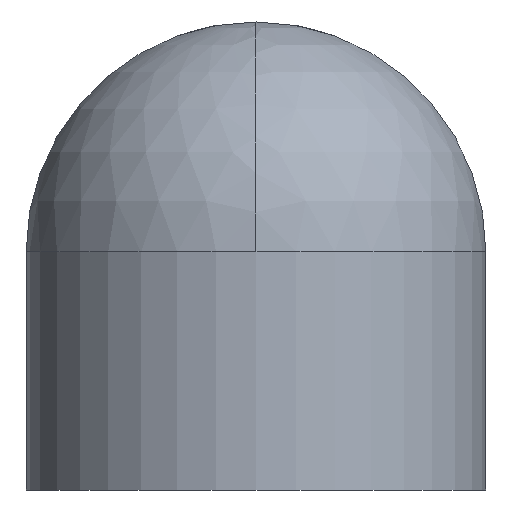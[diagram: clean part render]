
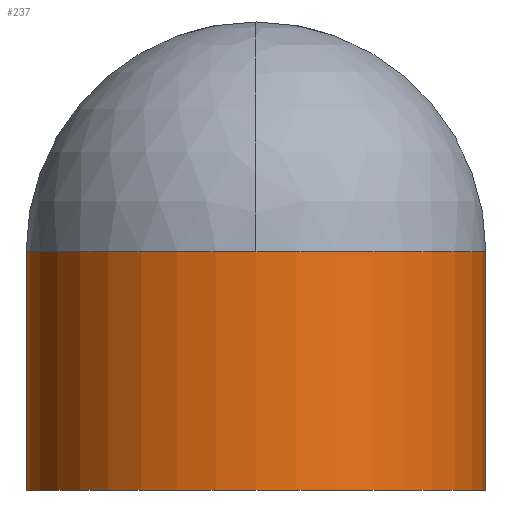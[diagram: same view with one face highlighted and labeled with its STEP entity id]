
A CAD part, left-side view. The second image highlights one B-rep face of the part: STEP entity #237.
In plain terms, the highlighted cylindrical face has radius 28 mm (diameter 56 mm), a full revolution.
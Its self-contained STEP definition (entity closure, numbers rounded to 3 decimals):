
#47 = EDGE_CURVE('',#48,#50,#52,.T.);
#48 = VERTEX_POINT('',#49);
#49 = CARTESIAN_POINT('',(28.,28.,0.));
#50 = VERTEX_POINT('',#51);
#51 = CARTESIAN_POINT('',(0.,0.,28.));
#52 = SURFACE_CURVE('',#53,(#58,#76),.PCURVE_S1.);
#53 = ELLIPSE('',#54,39.598,28.);
#54 = AXIS2_PLACEMENT_3D('',#55,#56,#57);
#55 = CARTESIAN_POINT('',(28.,0.,0.));
#56 = DIRECTION('',(0.707,-0.,0.707));
#57 = DIRECTION('',(0.707,0.,-0.707));
#58 = PCURVE('',#59,#64);
#59 = CYLINDRICAL_SURFACE('',#60,28.);
#60 = AXIS2_PLACEMENT_3D('',#61,#62,#63);
#61 = CARTESIAN_POINT('',(28.,0.,0.));
#62 = DIRECTION('',(1.,-0.,-0.));
#63 = DIRECTION('',(0.,0.,1.));
#64 = DEFINITIONAL_REPRESENTATION('',(#65),#75);
#65 = B_SPLINE_CURVE_WITH_KNOTS('',8,(#66,#67,#68,#69,#70,#71,#72,#73,
    #74),.UNSPECIFIED.,.F.,.F.,(9,9),(1.571,3.142),
  .PIECEWISE_BEZIER_KNOTS.);
#66 = CARTESIAN_POINT('',(-1.571,0.));
#67 = CARTESIAN_POINT('',(-1.374,-5.498));
#68 = CARTESIAN_POINT('',(-1.178,-10.996));
#69 = CARTESIAN_POINT('',(-0.982,-16.17));
#70 = CARTESIAN_POINT('',(-0.785,-20.699));
#71 = CARTESIAN_POINT('',(-0.589,-24.299));
#72 = CARTESIAN_POINT('',(-0.393,-26.766));
#73 = CARTESIAN_POINT('',(-0.196,-28.));
#74 = CARTESIAN_POINT('',(0.,-28.));
#75 = ( GEOMETRIC_REPRESENTATION_CONTEXT(2) 
PARAMETRIC_REPRESENTATION_CONTEXT() REPRESENTATION_CONTEXT('2D SPACE',''
  ) );
#76 = PCURVE('',#77,#82);
#77 = CYLINDRICAL_SURFACE('',#78,28.);
#78 = AXIS2_PLACEMENT_3D('',#79,#80,#81);
#79 = CARTESIAN_POINT('',(28.,0.,0.));
#80 = DIRECTION('',(-0.,-0.,-1.));
#81 = DIRECTION('',(1.,0.,0.));
#82 = DEFINITIONAL_REPRESENTATION('',(#83),#93);
#83 = B_SPLINE_CURVE_WITH_KNOTS('',8,(#84,#85,#86,#87,#88,#89,#90,#91,
    #92),.UNSPECIFIED.,.F.,.F.,(9,9),(1.571,3.142),
  .PIECEWISE_BEZIER_KNOTS.);
#84 = CARTESIAN_POINT('',(-1.571,0.));
#85 = CARTESIAN_POINT('',(-1.767,-5.498));
#86 = CARTESIAN_POINT('',(-1.963,-10.996));
#87 = CARTESIAN_POINT('',(-2.16,-16.17));
#88 = CARTESIAN_POINT('',(-2.356,-20.699));
#89 = CARTESIAN_POINT('',(-2.553,-24.299));
#90 = CARTESIAN_POINT('',(-2.749,-26.766));
#91 = CARTESIAN_POINT('',(-2.945,-28.));
#92 = CARTESIAN_POINT('',(-3.142,-28.));
#93 = ( GEOMETRIC_REPRESENTATION_CONTEXT(2) 
PARAMETRIC_REPRESENTATION_CONTEXT() REPRESENTATION_CONTEXT('2D SPACE',''
  ) );
#146 = EDGE_CURVE('',#50,#147,#149,.T.);
#147 = VERTEX_POINT('',#148);
#148 = CARTESIAN_POINT('',(28.,-28.,0.));
#149 = SURFACE_CURVE('',#150,(#155,#168),.PCURVE_S1.);
#150 = ELLIPSE('',#151,39.598,28.);
#151 = AXIS2_PLACEMENT_3D('',#152,#153,#154);
#152 = CARTESIAN_POINT('',(28.,0.,0.));
#153 = DIRECTION('',(0.707,-0.,0.707));
#154 = DIRECTION('',(0.707,0.,-0.707));
#155 = PCURVE('',#59,#156);
#156 = DEFINITIONAL_REPRESENTATION('',(#157),#167);
#157 = B_SPLINE_CURVE_WITH_KNOTS('',8,(#158,#159,#160,#161,#162,#163,
    #164,#165,#166),.UNSPECIFIED.,.F.,.F.,(9,9),(3.142,
    4.712),.PIECEWISE_BEZIER_KNOTS.);
#158 = CARTESIAN_POINT('',(-6.283,-28.));
#159 = CARTESIAN_POINT('',(-6.087,-28.));
#160 = CARTESIAN_POINT('',(-5.89,-26.766));
#161 = CARTESIAN_POINT('',(-5.694,-24.299));
#162 = CARTESIAN_POINT('',(-5.498,-20.699));
#163 = CARTESIAN_POINT('',(-5.301,-16.17));
#164 = CARTESIAN_POINT('',(-5.105,-10.996));
#165 = CARTESIAN_POINT('',(-4.909,-5.498));
#166 = CARTESIAN_POINT('',(-4.712,0.));
#167 = ( GEOMETRIC_REPRESENTATION_CONTEXT(2) 
PARAMETRIC_REPRESENTATION_CONTEXT() REPRESENTATION_CONTEXT('2D SPACE',''
  ) );
#168 = PCURVE('',#77,#169);
#169 = DEFINITIONAL_REPRESENTATION('',(#170),#180);
#170 = B_SPLINE_CURVE_WITH_KNOTS('',8,(#171,#172,#173,#174,#175,#176,
    #177,#178,#179),.UNSPECIFIED.,.F.,.F.,(9,9),(3.142,
    4.712),.PIECEWISE_BEZIER_KNOTS.);
#171 = CARTESIAN_POINT('',(-3.142,-28.));
#172 = CARTESIAN_POINT('',(-3.338,-28.));
#173 = CARTESIAN_POINT('',(-3.534,-26.766));
#174 = CARTESIAN_POINT('',(-3.731,-24.299));
#175 = CARTESIAN_POINT('',(-3.927,-20.699));
#176 = CARTESIAN_POINT('',(-4.123,-16.17));
#177 = CARTESIAN_POINT('',(-4.32,-10.996));
#178 = CARTESIAN_POINT('',(-4.516,-5.498));
#179 = CARTESIAN_POINT('',(-4.712,0.));
#180 = ( GEOMETRIC_REPRESENTATION_CONTEXT(2) 
PARAMETRIC_REPRESENTATION_CONTEXT() REPRESENTATION_CONTEXT('2D SPACE',''
  ) );
#199 = SPHERICAL_SURFACE('',#200,28.);
#200 = AXIS2_PLACEMENT_3D('',#201,#202,#203);
#201 = CARTESIAN_POINT('',(28.,0.,0.));
#202 = DIRECTION('',(0.,0.,1.));
#203 = DIRECTION('',(1.,0.,0.));
#226 = SPHERICAL_SURFACE('',#227,28.);
#227 = AXIS2_PLACEMENT_3D('',#228,#229,#230);
#228 = CARTESIAN_POINT('',(28.,0.,0.));
#229 = DIRECTION('',(0.,0.,1.));
#230 = DIRECTION('',(1.,0.,0.));
#237 = ADVANCED_FACE('',(#238),#77,.T.);
#238 = FACE_BOUND('',#239,.F.);
#239 = EDGE_LOOP('',(#240,#264,#287,#314,#315,#337,#338));
#240 = ORIENTED_EDGE('',*,*,#241,.F.);
#241 = EDGE_CURVE('',#242,#48,#244,.T.);
#242 = VERTEX_POINT('',#243);
#243 = CARTESIAN_POINT('',(56.,0.,0.));
#244 = SURFACE_CURVE('',#245,(#250,#257),.PCURVE_S1.);
#245 = CIRCLE('',#246,28.);
#246 = AXIS2_PLACEMENT_3D('',#247,#248,#249);
#247 = CARTESIAN_POINT('',(28.,0.,0.));
#248 = DIRECTION('',(0.,0.,1.));
#249 = DIRECTION('',(1.,0.,0.));
#250 = PCURVE('',#77,#251);
#251 = DEFINITIONAL_REPRESENTATION('',(#252),#256);
#252 = LINE('',#253,#254);
#253 = CARTESIAN_POINT('',(-0.,0.));
#254 = VECTOR('',#255,1.);
#255 = DIRECTION('',(-1.,0.));
#256 = ( GEOMETRIC_REPRESENTATION_CONTEXT(2) 
PARAMETRIC_REPRESENTATION_CONTEXT() REPRESENTATION_CONTEXT('2D SPACE',''
  ) );
#257 = PCURVE('',#226,#258);
#258 = DEFINITIONAL_REPRESENTATION('',(#259),#263);
#259 = LINE('',#260,#261);
#260 = CARTESIAN_POINT('',(0.,0.));
#261 = VECTOR('',#262,1.);
#262 = DIRECTION('',(1.,0.));
#263 = ( GEOMETRIC_REPRESENTATION_CONTEXT(2) 
PARAMETRIC_REPRESENTATION_CONTEXT() REPRESENTATION_CONTEXT('2D SPACE',''
  ) );
#264 = ORIENTED_EDGE('',*,*,#265,.T.);
#265 = EDGE_CURVE('',#242,#266,#268,.T.);
#266 = VERTEX_POINT('',#267);
#267 = CARTESIAN_POINT('',(56.,0.,29.));
#268 = SEAM_CURVE('',#269,(#273,#280),.PCURVE_S1.);
#269 = LINE('',#270,#271);
#270 = CARTESIAN_POINT('',(56.,0.,0.));
#271 = VECTOR('',#272,1.);
#272 = DIRECTION('',(0.,0.,1.));
#273 = PCURVE('',#77,#274);
#274 = DEFINITIONAL_REPRESENTATION('',(#275),#279);
#275 = LINE('',#276,#277);
#276 = CARTESIAN_POINT('',(-6.283,0.));
#277 = VECTOR('',#278,1.);
#278 = DIRECTION('',(-0.,-1.));
#279 = ( GEOMETRIC_REPRESENTATION_CONTEXT(2) 
PARAMETRIC_REPRESENTATION_CONTEXT() REPRESENTATION_CONTEXT('2D SPACE',''
  ) );
#280 = PCURVE('',#77,#281);
#281 = DEFINITIONAL_REPRESENTATION('',(#282),#286);
#282 = LINE('',#283,#284);
#283 = CARTESIAN_POINT('',(-0.,0.));
#284 = VECTOR('',#285,1.);
#285 = DIRECTION('',(-0.,-1.));
#286 = ( GEOMETRIC_REPRESENTATION_CONTEXT(2) 
PARAMETRIC_REPRESENTATION_CONTEXT() REPRESENTATION_CONTEXT('2D SPACE',''
  ) );
#287 = ORIENTED_EDGE('',*,*,#288,.T.);
#288 = EDGE_CURVE('',#266,#266,#289,.T.);
#289 = SURFACE_CURVE('',#290,(#295,#302),.PCURVE_S1.);
#290 = CIRCLE('',#291,28.);
#291 = AXIS2_PLACEMENT_3D('',#292,#293,#294);
#292 = CARTESIAN_POINT('',(28.,0.,29.));
#293 = DIRECTION('',(0.,0.,1.));
#294 = DIRECTION('',(1.,0.,0.));
#295 = PCURVE('',#77,#296);
#296 = DEFINITIONAL_REPRESENTATION('',(#297),#301);
#297 = LINE('',#298,#299);
#298 = CARTESIAN_POINT('',(-0.,-29.));
#299 = VECTOR('',#300,1.);
#300 = DIRECTION('',(-1.,0.));
#301 = ( GEOMETRIC_REPRESENTATION_CONTEXT(2) 
PARAMETRIC_REPRESENTATION_CONTEXT() REPRESENTATION_CONTEXT('2D SPACE',''
  ) );
#302 = PCURVE('',#303,#308);
#303 = PLANE('',#304);
#304 = AXIS2_PLACEMENT_3D('',#305,#306,#307);
#305 = CARTESIAN_POINT('',(28.,0.,29.));
#306 = DIRECTION('',(0.,0.,1.));
#307 = DIRECTION('',(1.,0.,0.));
#308 = DEFINITIONAL_REPRESENTATION('',(#309),#313);
#309 = CIRCLE('',#310,28.);
#310 = AXIS2_PLACEMENT_2D('',#311,#312);
#311 = CARTESIAN_POINT('',(0.,0.));
#312 = DIRECTION('',(1.,0.));
#313 = ( GEOMETRIC_REPRESENTATION_CONTEXT(2) 
PARAMETRIC_REPRESENTATION_CONTEXT() REPRESENTATION_CONTEXT('2D SPACE',''
  ) );
#314 = ORIENTED_EDGE('',*,*,#265,.F.);
#315 = ORIENTED_EDGE('',*,*,#316,.F.);
#316 = EDGE_CURVE('',#147,#242,#317,.T.);
#317 = SURFACE_CURVE('',#318,(#323,#330),.PCURVE_S1.);
#318 = CIRCLE('',#319,28.);
#319 = AXIS2_PLACEMENT_3D('',#320,#321,#322);
#320 = CARTESIAN_POINT('',(28.,0.,0.));
#321 = DIRECTION('',(0.,0.,1.));
#322 = DIRECTION('',(1.,0.,0.));
#323 = PCURVE('',#77,#324);
#324 = DEFINITIONAL_REPRESENTATION('',(#325),#329);
#325 = LINE('',#326,#327);
#326 = CARTESIAN_POINT('',(-0.,0.));
#327 = VECTOR('',#328,1.);
#328 = DIRECTION('',(-1.,0.));
#329 = ( GEOMETRIC_REPRESENTATION_CONTEXT(2) 
PARAMETRIC_REPRESENTATION_CONTEXT() REPRESENTATION_CONTEXT('2D SPACE',''
  ) );
#330 = PCURVE('',#199,#331);
#331 = DEFINITIONAL_REPRESENTATION('',(#332),#336);
#332 = LINE('',#333,#334);
#333 = CARTESIAN_POINT('',(0.,0.));
#334 = VECTOR('',#335,1.);
#335 = DIRECTION('',(1.,0.));
#336 = ( GEOMETRIC_REPRESENTATION_CONTEXT(2) 
PARAMETRIC_REPRESENTATION_CONTEXT() REPRESENTATION_CONTEXT('2D SPACE',''
  ) );
#337 = ORIENTED_EDGE('',*,*,#146,.F.);
#338 = ORIENTED_EDGE('',*,*,#47,.F.);
